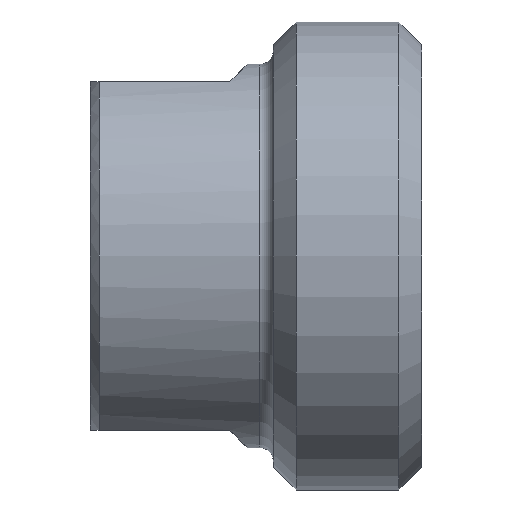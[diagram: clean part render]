
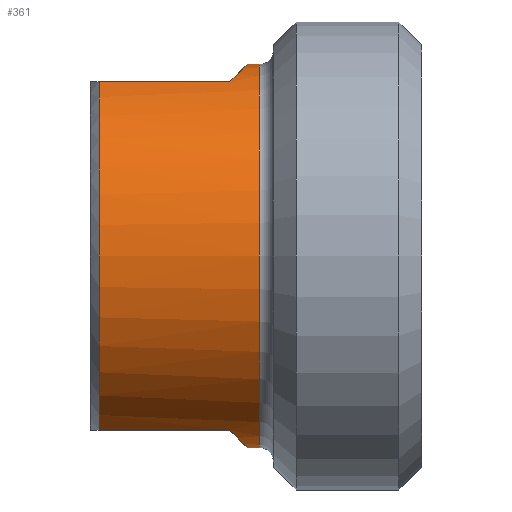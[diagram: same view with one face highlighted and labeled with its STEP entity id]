
A CAD part, front view. The second image highlights one B-rep face of the part: STEP entity #361.
In plain terms, the highlighted cylindrical face has radius 11 mm (diameter 22 mm), a full revolution.
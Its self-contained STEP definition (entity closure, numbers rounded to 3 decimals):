
#24=ELLIPSE('',#396,15.556,11.);
#25=ELLIPSE('',#399,15.556,11.);
#59=FACE_OUTER_BOUND('',#84,.T.);
#84=EDGE_LOOP('',(#304,#305,#306,#307,#308,#309,#310,#311,#312,#313,#314,
#315,#316));
#94=LINE('',#582,#111);
#96=LINE('',#586,#113);
#98=LINE('',#601,#115);
#100=LINE('',#605,#117);
#105=LINE('',#656,#122);
#111=VECTOR('',#457,10.);
#113=VECTOR('',#459,10.);
#115=VECTOR('',#467,10.);
#117=VECTOR('',#469,10.);
#122=VECTOR('',#534,11.);
#134=CIRCLE('',#405,11.);
#135=CIRCLE('',#407,11.);
#136=CIRCLE('',#408,11.);
#145=CIRCLE('',#423,11.);
#148=CIRCLE('',#426,11.);
#159=VERTEX_POINT('',#576);
#161=VERTEX_POINT('',#581);
#162=VERTEX_POINT('',#583);
#163=VERTEX_POINT('',#585);
#165=VERTEX_POINT('',#595);
#167=VERTEX_POINT('',#600);
#168=VERTEX_POINT('',#602);
#169=VERTEX_POINT('',#604);
#172=VERTEX_POINT('',#621);
#180=VERTEX_POINT('',#648);
#181=VERTEX_POINT('',#649);
#195=EDGE_CURVE('',#161,#159,#94,.T.);
#197=EDGE_CURVE('',#163,#162,#96,.T.);
#200=EDGE_CURVE('',#162,#161,#24,.T.);
#202=EDGE_CURVE('',#167,#165,#98,.T.);
#204=EDGE_CURVE('',#169,#168,#100,.T.);
#207=EDGE_CURVE('',#168,#167,#25,.T.);
#211=EDGE_CURVE('',#163,#165,#134,.T.);
#212=EDGE_CURVE('',#169,#172,#135,.T.);
#213=EDGE_CURVE('',#172,#159,#136,.T.);
#225=EDGE_CURVE('',#180,#181,#145,.T.);
#228=EDGE_CURVE('',#181,#180,#148,.T.);
#229=EDGE_CURVE('',#180,#172,#105,.T.);
#304=ORIENTED_EDGE('',*,*,#225,.F.);
#305=ORIENTED_EDGE('',*,*,#229,.T.);
#306=ORIENTED_EDGE('',*,*,#212,.F.);
#307=ORIENTED_EDGE('',*,*,#204,.T.);
#308=ORIENTED_EDGE('',*,*,#207,.T.);
#309=ORIENTED_EDGE('',*,*,#202,.T.);
#310=ORIENTED_EDGE('',*,*,#211,.F.);
#311=ORIENTED_EDGE('',*,*,#197,.T.);
#312=ORIENTED_EDGE('',*,*,#200,.T.);
#313=ORIENTED_EDGE('',*,*,#195,.T.);
#314=ORIENTED_EDGE('',*,*,#213,.F.);
#315=ORIENTED_EDGE('',*,*,#229,.F.);
#316=ORIENTED_EDGE('',*,*,#228,.F.);
#344=CYLINDRICAL_SURFACE('',#427,11.);
#361=ADVANCED_FACE('',(#59),#344,.T.);
#396=AXIS2_PLACEMENT_3D('',#593,#463,#464);
#399=AXIS2_PLACEMENT_3D('',#612,#473,#474);
#405=AXIS2_PLACEMENT_3D('',#619,#485,#486);
#407=AXIS2_PLACEMENT_3D('',#622,#489,#490);
#408=AXIS2_PLACEMENT_3D('',#623,#491,#492);
#423=AXIS2_PLACEMENT_3D('',#650,#524,#525);
#426=AXIS2_PLACEMENT_3D('',#654,#530,#531);
#427=AXIS2_PLACEMENT_3D('',#655,#532,#533);
#457=DIRECTION('',(-1.,0.,0.));
#459=DIRECTION('',(1.,0.,0.));
#463=DIRECTION('center_axis',(0.707,0.,-0.707));
#464=DIRECTION('ref_axis',(0.707,0.,0.707));
#467=DIRECTION('',(-1.,0.,0.));
#469=DIRECTION('',(1.,0.,0.));
#473=DIRECTION('center_axis',(0.707,0.,0.707));
#474=DIRECTION('ref_axis',(-0.707,0.,0.707));
#485=DIRECTION('center_axis',(-1.,0.,0.));
#486=DIRECTION('ref_axis',(0.,-1.,0.));
#489=DIRECTION('center_axis',(-1.,0.,0.));
#490=DIRECTION('ref_axis',(0.,-1.,0.));
#491=DIRECTION('center_axis',(-1.,0.,0.));
#492=DIRECTION('ref_axis',(0.,-1.,0.));
#524=DIRECTION('center_axis',(1.,0.,0.));
#525=DIRECTION('ref_axis',(0.,-1.,0.));
#530=DIRECTION('center_axis',(1.,0.,0.));
#531=DIRECTION('ref_axis',(0.,-1.,0.));
#532=DIRECTION('center_axis',(1.,0.,0.));
#533=DIRECTION('ref_axis',(0.,1.,0.));
#534=DIRECTION('',(-1.,0.,0.));
#576=CARTESIAN_POINT('',(-18.5,-4.583,10.));
#581=CARTESIAN_POINT('',(-11.,-4.583,10.));
#582=CARTESIAN_POINT('',(-13.75,-4.583,10.));
#583=CARTESIAN_POINT('',(-11.,4.583,10.));
#585=CARTESIAN_POINT('',(-18.5,4.583,10.));
#586=CARTESIAN_POINT('',(-13.75,4.583,10.));
#593=CARTESIAN_POINT('Origin',(-21.,0.,0.));
#595=CARTESIAN_POINT('',(-18.5,4.583,-10.));
#600=CARTESIAN_POINT('',(-11.,4.583,-10.));
#601=CARTESIAN_POINT('',(-13.75,4.583,-10.));
#602=CARTESIAN_POINT('',(-11.,-4.583,-10.));
#604=CARTESIAN_POINT('',(-18.5,-4.583,-10.));
#605=CARTESIAN_POINT('',(-13.75,-4.583,-10.));
#612=CARTESIAN_POINT('Origin',(-21.,0.,0.));
#619=CARTESIAN_POINT('Origin',(-18.5,0.,0.));
#621=CARTESIAN_POINT('',(-18.5,-11.,0.));
#622=CARTESIAN_POINT('Origin',(-18.5,0.,0.));
#623=CARTESIAN_POINT('Origin',(-18.5,0.,0.));
#648=CARTESIAN_POINT('',(-9.3,-11.,0.));
#649=CARTESIAN_POINT('',(-9.3,0.,11.));
#650=CARTESIAN_POINT('Origin',(-9.3,0.,0.));
#654=CARTESIAN_POINT('Origin',(-9.3,0.,0.));
#655=CARTESIAN_POINT('Origin',(-13.75,0.,0.));
#656=CARTESIAN_POINT('',(-13.75,-11.,0.));
